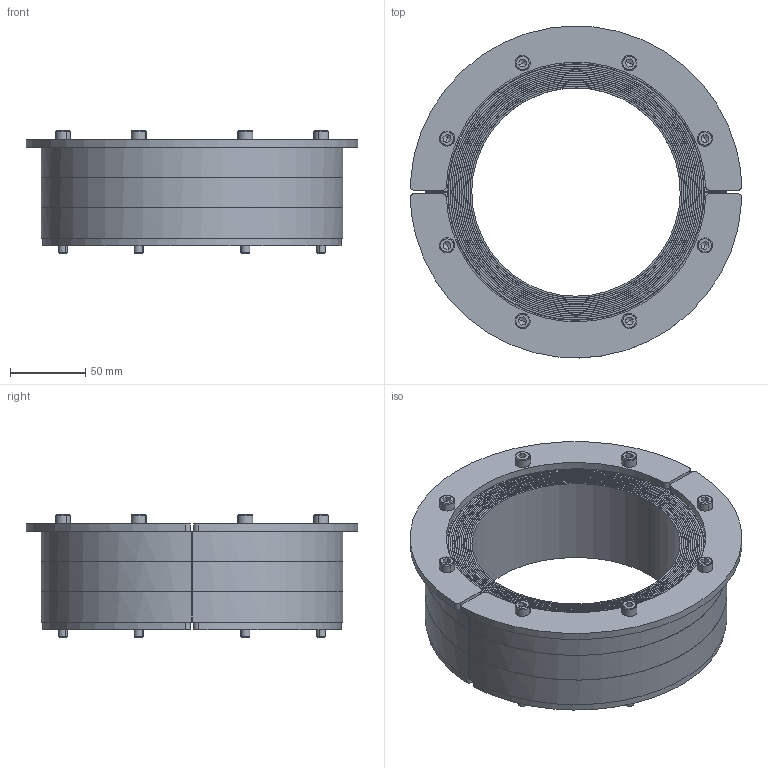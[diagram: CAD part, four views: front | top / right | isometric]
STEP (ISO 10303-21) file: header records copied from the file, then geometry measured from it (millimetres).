
FILE_DESCRIPTION((''),'2;1');
FILE_NAME('RS200.stp','2009-08-14T11:15:33',('JE BOHLIN'),('Roxtec International AB'),'Mechanical Desktop 2005','Mechanical Desktop 2005',', , ');
FILE_SCHEMA(('CONFIG_CONTROL_DESIGN'));
Length unit declared in the file: millimetre
Products named in the file (9): RS200; CRS-200; COMPLETE HALF; FRONT FITTING; REAR FITTING; RUBBER'; HEXAGON SOCKET HEAD CAP SCREW - ISO 4762 - M6X75; BLACK MDM; BLUE MDM
Assembly tree (12 placements, depth 4):
  RS200
    CRS-200  x2
      COMPLETE HALF
        FRONT FITTING
        REAR FITTING
        HEXAGON SOCKET HEAD CAP SCREW - ISO 4762 - M6X75  x4
        BLACK MDM
        BLUE MDM
  RUBBER'
Bounding box: 219.85 x 219.96 x 81 mm (x, y, z)
Surface area: 1961884.7 mm2 (no closed solid volume)
Topology: 0 solids, 0 shells, 1280 faces, 6304 edges, 6272 vertices
Faces by surface type: bspline 1280
Entity records: 10510 total; most frequent: CARTESIAN_POINT 7400, COMPOSITE_CURVE_SEGMENT 1046, QUASI_UNIFORM_CURVE 807, PCURVE 455, CURVE_BOUNDED_SURFACE 212, OUTER_BOUNDARY_CURVE 210, QUASI_UNIFORM_SURFACE 74, DIRECTION 32
